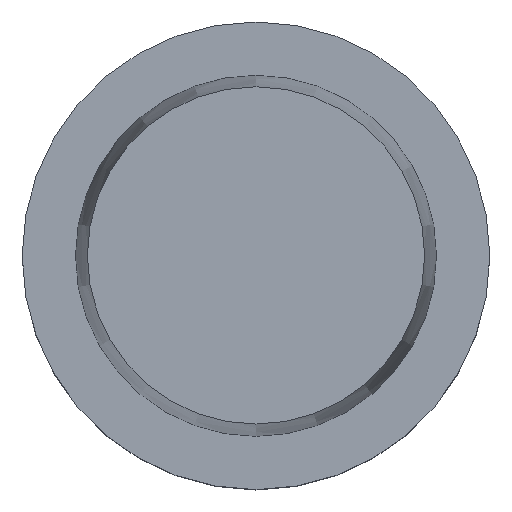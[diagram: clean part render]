
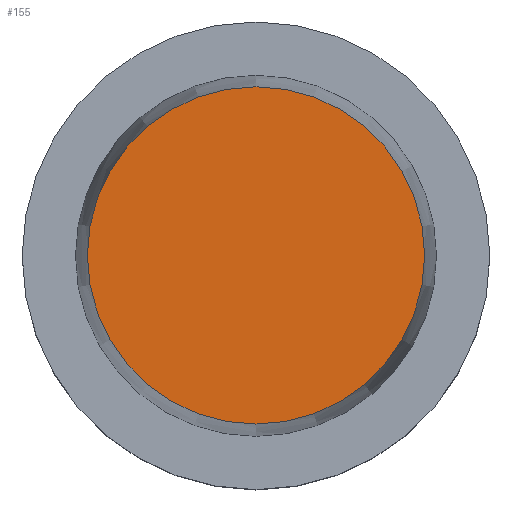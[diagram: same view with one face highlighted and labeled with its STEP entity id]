
A CAD part, top view. The second image highlights one B-rep face of the part: STEP entity #155.
In plain terms, the highlighted planar face has unit normal (0, 0, 1).
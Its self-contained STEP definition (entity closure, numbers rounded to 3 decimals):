
#99=EDGE_CURVE('Unnamed[1]',#246,#246,#247,.T.);
#155=ADVANCED_FACE('Unnamed[1]',(#334),#335,.T.);
#246=VERTEX_POINT('',#444);
#247=CIRCLE('',#445,22.715);
#334=FACE_OUTER_BOUND('',#553,.T.);
#335=PLANE('',#554);
#444=CARTESIAN_POINT('',(0.,22.715,32.0));
#445=AXIS2_PLACEMENT_3D('',#664,#665,#666);
#553=EDGE_LOOP('',(#765));
#554=AXIS2_PLACEMENT_3D('',#766,#767,#768);
#664=CARTESIAN_POINT('',(0.,0.,32.0));
#665=DIRECTION('',(0.,0.,1.0));
#666=DIRECTION('',(0.,1.0,0.));
#765=ORIENTED_EDGE('',*,*,#99,.T.);
#766=CARTESIAN_POINT('',(0.,11.358,32.0));
#767=DIRECTION('',(0.,0.,1.0));
#768=DIRECTION('',(0.,1.0,0.));
